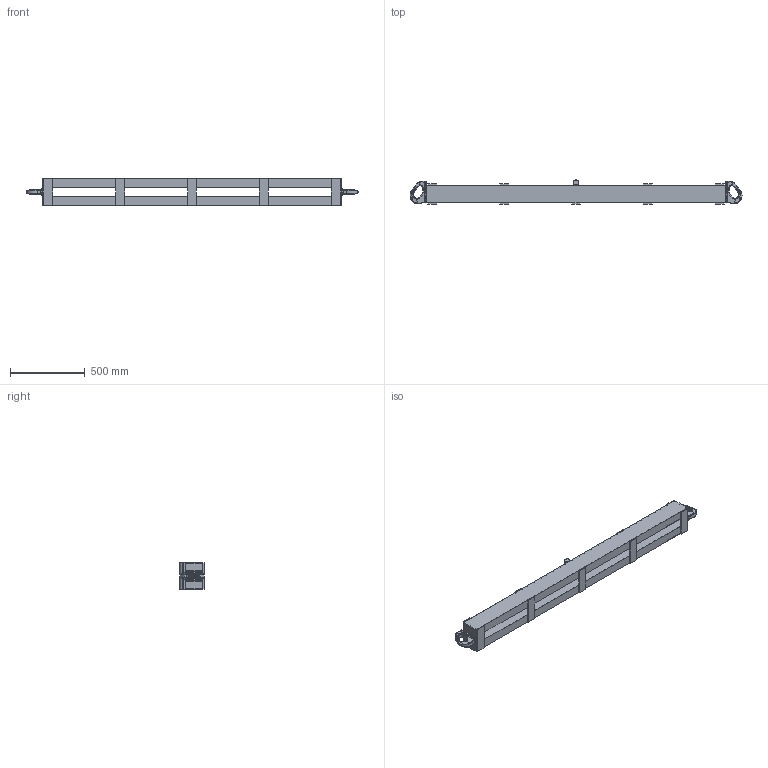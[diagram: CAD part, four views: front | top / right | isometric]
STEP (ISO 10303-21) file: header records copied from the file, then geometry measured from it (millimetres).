
FILE_DESCRIPTION(('FreeCAD Model'),'2;1');
FILE_NAME('Open CASCADE Shape Model','2025-05-04T02:07:11',('FreeCAD'),( 'FreeCAD'),'Open CASCADE STEP processor 7.6','FreeCAD','Unknown');
FILE_SCHEMA(('AUTOMOTIVE_DESIGN { 1 0 10303 214 1 1 1 1 }'));
Products named in the file (1): Open CASCADE STEP translator 7.6 1
Bounding box: 2217.41 x 161.37 x 178.23 mm (x, y, z)
Volume: 8422920.2 mm3; surface area: 3086086.8 mm2
Topology: 13 solids, 15 shells, 914 faces, 2330 edges, 1412 vertices
Faces by surface type: bspline 914
Entity records: 41641 total; most frequent: CARTESIAN_POINT 28046, ORIENTED_EDGE 4588, EDGE_CURVE 2294, B_SPLINE_CURVE_WITH_KNOTS 1868, VERTEX_POINT 1412, FACE_BOUND 930, EDGE_LOOP 930, ADVANCED_FACE 914
